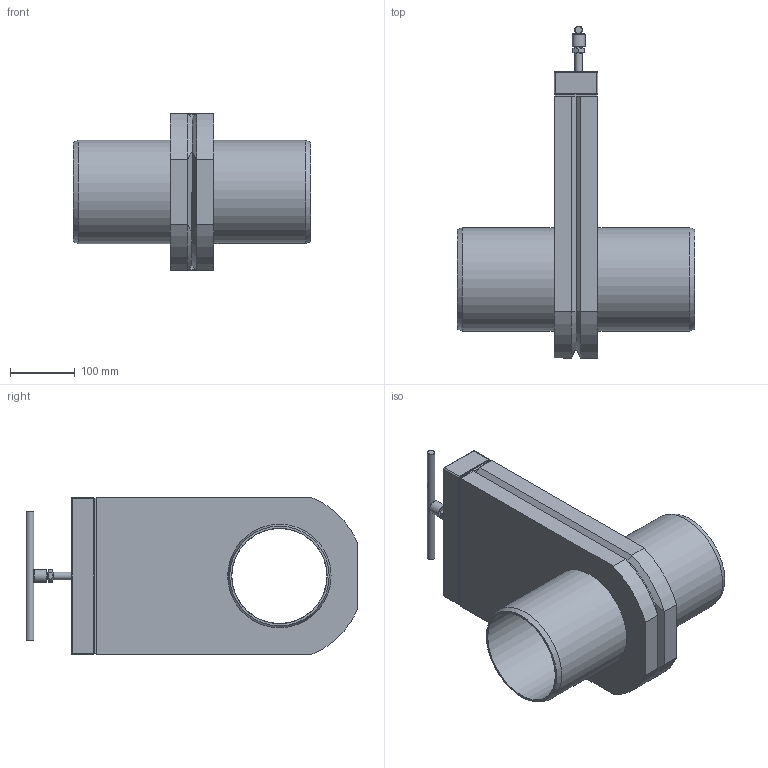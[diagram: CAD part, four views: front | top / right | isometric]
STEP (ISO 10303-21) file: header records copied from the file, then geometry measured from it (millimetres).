
FILE_DESCRIPTION (( 'STEP AP203' ), '1' );
FILE_NAME ('rvl160.STEP', '2024-03-26T06:45:53', ( '' ), ( '' ), 'SwSTEP 2.0', 'SolidWorks 2023', '' );
FILE_SCHEMA (( 'CONFIG_CONTROL_DESIGN' ));
Length unit declared in the file: millimetre
Products named in the file (1): rvl160
Bounding box: 368 x 513.5 x 243 mm (x, y, z)
Surface area: 631688.9 mm2 (no closed solid volume)
Topology: 0 solids, 11 shells, 92 faces, 273 edges, 196 vertices
Faces by surface type: plane 51, cylinder 29, cone 12
Full cylindrical faces by diameter (mm): 10 x8, 12 x2, 20 x1, 22.5 x1, 32.5 x1, 147.6 x2, 160 x2
Entity records: 3221 total; most frequent: CARTESIAN_POINT 745, DIRECTION 502, ORIENTED_EDGE 408, EDGE_CURVE 246, AXIS2_PLACEMENT_3D 199, VERTEX_POINT 194, EDGE_LOOP 161, FACE_OUTER_BOUND 109
